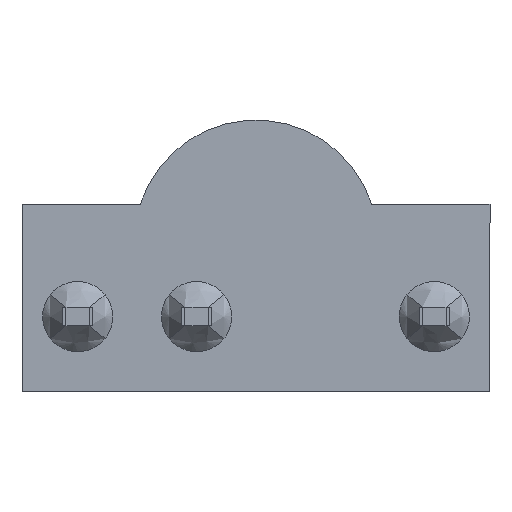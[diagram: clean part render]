
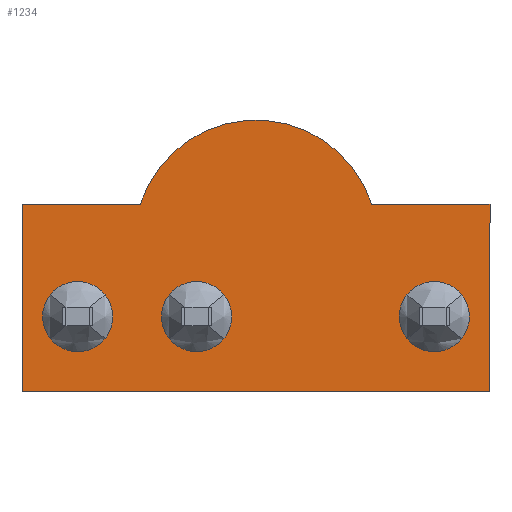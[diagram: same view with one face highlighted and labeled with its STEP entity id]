
A CAD part, front view. The second image highlights one B-rep face of the part: STEP entity #1234.
In plain terms, the highlighted planar face has unit normal (0, -1, 0).
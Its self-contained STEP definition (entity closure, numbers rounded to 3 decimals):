
#31=FACE_BOUND('',#521,.T.);
#32=FACE_BOUND('',#522,.T.);
#33=FACE_BOUND('',#523,.T.);
#42=B_SPLINE_CURVE_WITH_KNOTS('',3,(#1704,#1705,#1706,#1707,#1708,#1709),
 .UNSPECIFIED.,.F.,.F.,(4,1,1,4),(-1.,-0.571,-0.286,
0.),.UNSPECIFIED.);
#43=B_SPLINE_CURVE_WITH_KNOTS('',3,(#1732,#1733,#1734,#1735,#1736),
 .UNSPECIFIED.,.F.,.F.,(4,1,4),(-1.,-0.5,0.),.UNSPECIFIED.);
#44=B_SPLINE_CURVE_WITH_KNOTS('',3,(#1763,#1764,#1765,#1766,#1767,#1768),
 .UNSPECIFIED.,.F.,.F.,(4,1,1,4),(-1.,-0.571,-0.286,
0.),.UNSPECIFIED.);
#45=B_SPLINE_CURVE_WITH_KNOTS('',3,(#1790,#1791,#1792,#1793,#1794),
 .UNSPECIFIED.,.F.,.F.,(4,1,4),(-1.,-0.5,0.),.UNSPECIFIED.);
#46=B_SPLINE_CURVE_WITH_KNOTS('',3,(#1831,#1832,#1833,#1834,#1835,#1836),
 .UNSPECIFIED.,.F.,.F.,(4,1,1,4),(0.,0.286,0.571,
1.),.UNSPECIFIED.);
#47=B_SPLINE_CURVE_WITH_KNOTS('',3,(#1860,#1861,#1862,#1863,#1864),
 .UNSPECIFIED.,.F.,.F.,(4,1,4),(0.,0.5,1.),.UNSPECIFIED.);
#48=B_SPLINE_CURVE_WITH_KNOTS('',3,(#1891,#1892,#1893,#1894,#1895,#1896),
 .UNSPECIFIED.,.F.,.F.,(4,1,1,4),(0.,0.286,0.571,
1.),.UNSPECIFIED.);
#49=B_SPLINE_CURVE_WITH_KNOTS('',3,(#1917,#1918,#1919,#1920,#1921),
 .UNSPECIFIED.,.F.,.F.,(4,1,4),(0.,0.5,1.),.UNSPECIFIED.);
#50=B_SPLINE_CURVE_WITH_KNOTS('',3,(#1958,#1959,#1960,#1961,#1962,#1963),
 .UNSPECIFIED.,.F.,.F.,(4,1,1,4),(0.,0.286,0.571,
1.),.UNSPECIFIED.);
#51=B_SPLINE_CURVE_WITH_KNOTS('',3,(#1987,#1988,#1989,#1990,#1991),
 .UNSPECIFIED.,.F.,.F.,(4,1,4),(0.,0.5,1.),.UNSPECIFIED.);
#52=B_SPLINE_CURVE_WITH_KNOTS('',3,(#2018,#2019,#2020,#2021,#2022,#2023),
 .UNSPECIFIED.,.F.,.F.,(4,1,1,4),(0.,0.286,0.571,
1.),.UNSPECIFIED.);
#53=B_SPLINE_CURVE_WITH_KNOTS('',3,(#2044,#2045,#2046,#2047,#2048),
 .UNSPECIFIED.,.F.,.F.,(4,1,4),(0.,0.5,1.),.UNSPECIFIED.);
#66=LINE('',#1660,#219);
#70=LINE('',#1667,#223);
#107=LINE('',#2082,#260);
#109=LINE('',#2085,#262);
#110=LINE('',#2088,#263);
#219=VECTOR('',#1365,2.526);
#223=VECTOR('',#1369,2.526);
#260=VECTOR('',#1430,10.);
#262=VECTOR('',#1434,4.);
#263=VECTOR('',#1439,4.);
#379=PLANE('',#1303);
#451=FACE_OUTER_BOUND('',#520,.T.);
#520=EDGE_LOOP('',(#968,#969,#970,#971,#972,#973));
#521=EDGE_LOOP('',(#974,#975,#976,#977));
#522=EDGE_LOOP('',(#978,#979,#980,#981));
#523=EDGE_LOOP('',(#982,#983,#984,#985));
#569=CIRCLE('',#1287,2.6);
#572=VERTEX_POINT('',#1649);
#573=VERTEX_POINT('',#1653);
#574=VERTEX_POINT('',#1659);
#577=VERTEX_POINT('',#1665);
#582=VERTEX_POINT('',#1701);
#583=VERTEX_POINT('',#1703);
#584=VERTEX_POINT('',#1731);
#585=VERTEX_POINT('',#1762);
#590=VERTEX_POINT('',#1828);
#591=VERTEX_POINT('',#1830);
#592=VERTEX_POINT('',#1858);
#593=VERTEX_POINT('',#1889);
#598=VERTEX_POINT('',#1955);
#599=VERTEX_POINT('',#1957);
#600=VERTEX_POINT('',#1985);
#601=VERTEX_POINT('',#2016);
#612=VERTEX_POINT('',#2079);
#613=VERTEX_POINT('',#2081);
#690=EDGE_CURVE('',#573,#572,#569,.T.);
#691=EDGE_CURVE('',#572,#574,#66,.T.);
#695=EDGE_CURVE('',#577,#573,#70,.T.);
#701=EDGE_CURVE('',#583,#582,#42,.T.);
#703=EDGE_CURVE('',#584,#583,#43,.T.);
#705=EDGE_CURVE('',#585,#584,#44,.T.);
#707=EDGE_CURVE('',#582,#585,#45,.T.);
#713=EDGE_CURVE('',#591,#590,#46,.T.);
#716=EDGE_CURVE('',#590,#592,#47,.T.);
#718=EDGE_CURVE('',#592,#593,#48,.T.);
#719=EDGE_CURVE('',#593,#591,#49,.T.);
#725=EDGE_CURVE('',#599,#598,#50,.T.);
#728=EDGE_CURVE('',#598,#600,#51,.T.);
#730=EDGE_CURVE('',#600,#601,#52,.T.);
#731=EDGE_CURVE('',#601,#599,#53,.T.);
#748=EDGE_CURVE('',#612,#613,#107,.T.);
#750=EDGE_CURVE('',#612,#574,#109,.T.);
#751=EDGE_CURVE('',#613,#577,#110,.T.);
#968=ORIENTED_EDGE('',*,*,#695,.F.);
#969=ORIENTED_EDGE('',*,*,#751,.F.);
#970=ORIENTED_EDGE('',*,*,#748,.F.);
#971=ORIENTED_EDGE('',*,*,#750,.T.);
#972=ORIENTED_EDGE('',*,*,#691,.F.);
#973=ORIENTED_EDGE('',*,*,#690,.F.);
#974=ORIENTED_EDGE('',*,*,#701,.T.);
#975=ORIENTED_EDGE('',*,*,#707,.T.);
#976=ORIENTED_EDGE('',*,*,#705,.T.);
#977=ORIENTED_EDGE('',*,*,#703,.T.);
#978=ORIENTED_EDGE('',*,*,#713,.T.);
#979=ORIENTED_EDGE('',*,*,#716,.T.);
#980=ORIENTED_EDGE('',*,*,#718,.T.);
#981=ORIENTED_EDGE('',*,*,#719,.T.);
#982=ORIENTED_EDGE('',*,*,#725,.T.);
#983=ORIENTED_EDGE('',*,*,#728,.T.);
#984=ORIENTED_EDGE('',*,*,#730,.T.);
#985=ORIENTED_EDGE('',*,*,#731,.T.);
#1234=ADVANCED_FACE('',(#451,#31,#32,#33),#379,.T.);
#1287=AXIS2_PLACEMENT_3D('',#1657,#1361,#1362);
#1303=AXIS2_PLACEMENT_3D('',#2087,#1437,#1438);
#1361=DIRECTION('center_axis',(0.,1.,0.));
#1362=DIRECTION('ref_axis',(-1.,0.,0.));
#1365=DIRECTION('',(1.,0.,0.));
#1369=DIRECTION('',(1.,0.,0.));
#1430=DIRECTION('',(-1.,0.,0.));
#1434=DIRECTION('',(0.,0.,1.));
#1437=DIRECTION('center_axis',(0.,-1.,0.));
#1438=DIRECTION('ref_axis',(1.,0.,0.));
#1439=DIRECTION('',(0.,0.,1.));
#1649=CARTESIAN_POINT('',(2.474,-7.5,4.));
#1653=CARTESIAN_POINT('',(-2.474,-7.5,4.));
#1657=CARTESIAN_POINT('Origin',(0.,-7.5,3.2));
#1659=CARTESIAN_POINT('',(5.,-7.5,4.));
#1660=CARTESIAN_POINT('',(5.,-7.5,4.));
#1665=CARTESIAN_POINT('',(-5.,-7.5,4.));
#1667=CARTESIAN_POINT('',(5.,-7.5,4.));
#1701=CARTESIAN_POINT('',(4.396,-7.5,2.069));
#1703=CARTESIAN_POINT('',(3.224,-7.5,2.069));
#1704=CARTESIAN_POINT('Ctrl Pts',(3.224,-7.5,2.069));
#1705=CARTESIAN_POINT('Ctrl Pts',(3.344,-7.5,2.218));
#1706=CARTESIAN_POINT('Ctrl Pts',(3.644,-7.5,2.386));
#1707=CARTESIAN_POINT('Ctrl Pts',(4.104,-7.5,2.326));
#1708=CARTESIAN_POINT('Ctrl Pts',(4.316,-7.5,2.168));
#1709=CARTESIAN_POINT('Ctrl Pts',(4.396,-7.5,2.069));
#1731=CARTESIAN_POINT('',(3.224,-7.5,1.131));
#1732=CARTESIAN_POINT('Ctrl Pts',(3.224,-7.5,1.131));
#1733=CARTESIAN_POINT('Ctrl Pts',(3.119,-7.5,1.263));
#1734=CARTESIAN_POINT('Ctrl Pts',(3.001,-7.5,1.6));
#1735=CARTESIAN_POINT('Ctrl Pts',(3.119,-7.5,1.937));
#1736=CARTESIAN_POINT('Ctrl Pts',(3.224,-7.5,2.069));
#1762=CARTESIAN_POINT('',(4.396,-7.5,1.131));
#1763=CARTESIAN_POINT('Ctrl Pts',(4.396,-7.5,1.131));
#1764=CARTESIAN_POINT('Ctrl Pts',(4.276,-7.5,0.982));
#1765=CARTESIAN_POINT('Ctrl Pts',(3.976,-7.5,0.814));
#1766=CARTESIAN_POINT('Ctrl Pts',(3.516,-7.5,0.874));
#1767=CARTESIAN_POINT('Ctrl Pts',(3.304,-7.5,1.032));
#1768=CARTESIAN_POINT('Ctrl Pts',(3.224,-7.5,1.131));
#1790=CARTESIAN_POINT('Ctrl Pts',(4.396,-7.5,2.069));
#1791=CARTESIAN_POINT('Ctrl Pts',(4.501,-7.5,1.937));
#1792=CARTESIAN_POINT('Ctrl Pts',(4.619,-7.5,1.6));
#1793=CARTESIAN_POINT('Ctrl Pts',(4.501,-7.5,1.263));
#1794=CARTESIAN_POINT('Ctrl Pts',(4.396,-7.5,1.131));
#1828=CARTESIAN_POINT('',(-0.684,-7.5,2.069));
#1830=CARTESIAN_POINT('',(-1.856,-7.5,2.069));
#1831=CARTESIAN_POINT('Ctrl Pts',(-1.856,-7.5,2.069));
#1832=CARTESIAN_POINT('Ctrl Pts',(-1.776,-7.5,2.168));
#1833=CARTESIAN_POINT('Ctrl Pts',(-1.564,-7.5,2.326));
#1834=CARTESIAN_POINT('Ctrl Pts',(-1.104,-7.5,2.386));
#1835=CARTESIAN_POINT('Ctrl Pts',(-0.804,-7.5,2.218));
#1836=CARTESIAN_POINT('Ctrl Pts',(-0.684,-7.5,2.069));
#1858=CARTESIAN_POINT('',(-0.684,-7.5,1.131));
#1860=CARTESIAN_POINT('Ctrl Pts',(-0.684,-7.5,2.069));
#1861=CARTESIAN_POINT('Ctrl Pts',(-0.579,-7.5,1.937));
#1862=CARTESIAN_POINT('Ctrl Pts',(-0.461,-7.5,1.6));
#1863=CARTESIAN_POINT('Ctrl Pts',(-0.579,-7.5,1.263));
#1864=CARTESIAN_POINT('Ctrl Pts',(-0.684,-7.5,1.131));
#1889=CARTESIAN_POINT('',(-1.856,-7.5,1.131));
#1891=CARTESIAN_POINT('Ctrl Pts',(-0.684,-7.5,1.131));
#1892=CARTESIAN_POINT('Ctrl Pts',(-0.764,-7.5,1.032));
#1893=CARTESIAN_POINT('Ctrl Pts',(-0.976,-7.5,0.874));
#1894=CARTESIAN_POINT('Ctrl Pts',(-1.436,-7.5,0.814));
#1895=CARTESIAN_POINT('Ctrl Pts',(-1.736,-7.5,0.982));
#1896=CARTESIAN_POINT('Ctrl Pts',(-1.856,-7.5,1.131));
#1917=CARTESIAN_POINT('Ctrl Pts',(-1.856,-7.5,1.131));
#1918=CARTESIAN_POINT('Ctrl Pts',(-1.961,-7.5,1.263));
#1919=CARTESIAN_POINT('Ctrl Pts',(-2.079,-7.5,1.6));
#1920=CARTESIAN_POINT('Ctrl Pts',(-1.961,-7.5,1.937));
#1921=CARTESIAN_POINT('Ctrl Pts',(-1.856,-7.5,2.069));
#1955=CARTESIAN_POINT('',(-3.224,-7.5,2.069));
#1957=CARTESIAN_POINT('',(-4.396,-7.5,2.069));
#1958=CARTESIAN_POINT('Ctrl Pts',(-4.396,-7.5,2.069));
#1959=CARTESIAN_POINT('Ctrl Pts',(-4.316,-7.5,2.168));
#1960=CARTESIAN_POINT('Ctrl Pts',(-4.104,-7.5,2.326));
#1961=CARTESIAN_POINT('Ctrl Pts',(-3.644,-7.5,2.386));
#1962=CARTESIAN_POINT('Ctrl Pts',(-3.344,-7.5,2.218));
#1963=CARTESIAN_POINT('Ctrl Pts',(-3.224,-7.5,2.069));
#1985=CARTESIAN_POINT('',(-3.224,-7.5,1.131));
#1987=CARTESIAN_POINT('Ctrl Pts',(-3.224,-7.5,2.069));
#1988=CARTESIAN_POINT('Ctrl Pts',(-3.119,-7.5,1.937));
#1989=CARTESIAN_POINT('Ctrl Pts',(-3.001,-7.5,1.6));
#1990=CARTESIAN_POINT('Ctrl Pts',(-3.119,-7.5,1.263));
#1991=CARTESIAN_POINT('Ctrl Pts',(-3.224,-7.5,1.131));
#2016=CARTESIAN_POINT('',(-4.396,-7.5,1.131));
#2018=CARTESIAN_POINT('Ctrl Pts',(-3.224,-7.5,1.131));
#2019=CARTESIAN_POINT('Ctrl Pts',(-3.304,-7.5,1.032));
#2020=CARTESIAN_POINT('Ctrl Pts',(-3.516,-7.5,0.874));
#2021=CARTESIAN_POINT('Ctrl Pts',(-3.976,-7.5,0.814));
#2022=CARTESIAN_POINT('Ctrl Pts',(-4.276,-7.5,0.982));
#2023=CARTESIAN_POINT('Ctrl Pts',(-4.396,-7.5,1.131));
#2044=CARTESIAN_POINT('Ctrl Pts',(-4.396,-7.5,1.131));
#2045=CARTESIAN_POINT('Ctrl Pts',(-4.501,-7.5,1.263));
#2046=CARTESIAN_POINT('Ctrl Pts',(-4.619,-7.5,1.6));
#2047=CARTESIAN_POINT('Ctrl Pts',(-4.501,-7.5,1.937));
#2048=CARTESIAN_POINT('Ctrl Pts',(-4.396,-7.5,2.069));
#2079=CARTESIAN_POINT('',(5.,-7.5,0.));
#2081=CARTESIAN_POINT('',(-5.,-7.5,0.));
#2082=CARTESIAN_POINT('',(5.,-7.5,0.));
#2085=CARTESIAN_POINT('',(5.,-7.5,0.));
#2087=CARTESIAN_POINT('Origin',(-5.,-7.5,0.));
#2088=CARTESIAN_POINT('',(-5.,-7.5,0.));
